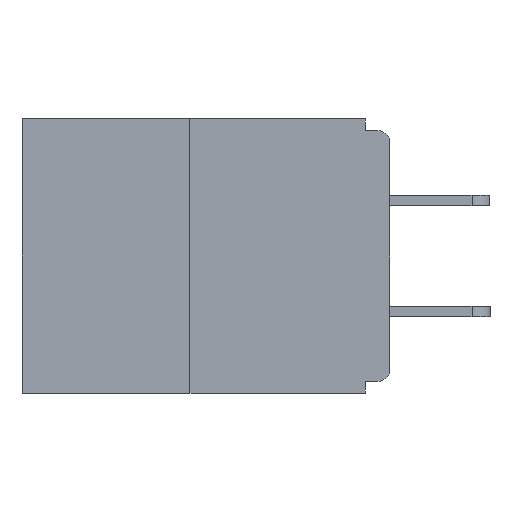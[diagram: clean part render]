
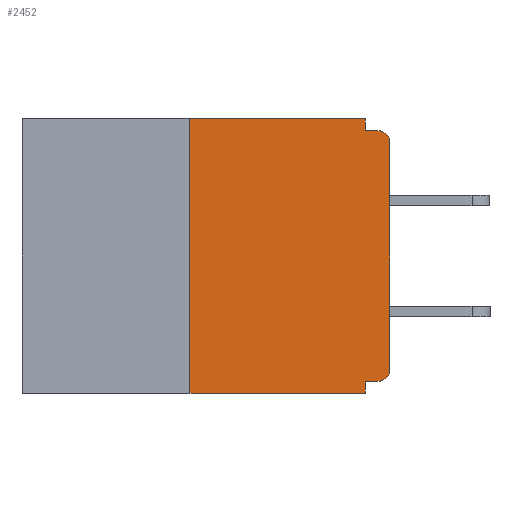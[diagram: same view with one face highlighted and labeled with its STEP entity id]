
A CAD part, left-side view. The second image highlights one B-rep face of the part: STEP entity #2452.
In plain terms, the highlighted planar face has unit normal (-1, 0, 0).
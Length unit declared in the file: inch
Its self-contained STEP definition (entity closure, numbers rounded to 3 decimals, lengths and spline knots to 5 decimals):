
#736 = VERTEX_POINT ( 'NONE', #23415 ) ;
#878 = VERTEX_POINT ( 'NONE', #21551 ) ;
#1720 = LINE ( 'NONE', #14908, #19220 ) ;
#2440 = CARTESIAN_POINT ( 'NONE',  ( 0., 0.46, -0.343 ) ) ;
#2452 = ADVANCED_FACE ( 'NONE', ( #14871 ), #18836, .F. ) ;
#2672 = DIRECTION ( 'NONE',  ( 0., 0., 1. ) ) ;
#3144 = VECTOR ( 'NONE', #12642, 39.37008 ) ;
#3185 = VECTOR ( 'NONE', #7226, 39.37008 ) ;
#3225 = EDGE_CURVE ( 'NONE', #5124, #13858, #20410, .T. ) ;
#3896 = VERTEX_POINT ( 'NONE', #7547 ) ;
#4946 = ORIENTED_EDGE ( 'NONE', *, *, #13888, .T. ) ;
#5124 = VERTEX_POINT ( 'NONE', #27478 ) ;
#5236 = EDGE_CURVE ( 'NONE', #3896, #21016, #20515, .T. ) ;
#5456 = ORIENTED_EDGE ( 'NONE', *, *, #20253, .F. ) ;
#6065 = CARTESIAN_POINT ( 'NONE',  ( 0., 0.031, 0. ) ) ;
#6748 = VECTOR ( 'NONE', #28631, 39.37008 ) ;
#6765 = CARTESIAN_POINT ( 'NONE',  ( 0., 0.015, -0.313 ) ) ;
#7192 = DIRECTION ( 'NONE',  ( 1., 0., 0. ) ) ;
#7226 = DIRECTION ( 'NONE',  ( 0., -1., 0. ) ) ;
#7547 = CARTESIAN_POINT ( 'NONE',  ( 0., 0., -0.313 ) ) ;
#7674 = ORIENTED_EDGE ( 'NONE', *, *, #18612, .F. ) ;
#7859 = VECTOR ( 'NONE', #18621, 39.37008 ) ;
#9258 = CARTESIAN_POINT ( 'NONE',  ( 0., 0., 0. ) ) ;
#9613 = CARTESIAN_POINT ( 'NONE',  ( 0., 0.25, -0.343 ) ) ;
#9715 = VERTEX_POINT ( 'NONE', #11940 ) ;
#10465 = CARTESIAN_POINT ( 'NONE',  ( 0., 0.46, 0. ) ) ;
#10576 = EDGE_CURVE ( 'NONE', #878, #3896, #27363, .T. ) ;
#10585 = LINE ( 'NONE', #10465, #3144 ) ;
#10884 = ORIENTED_EDGE ( 'NONE', *, *, #12940, .F. ) ;
#10896 = CARTESIAN_POINT ( 'NONE',  ( 0., 0., -0.03 ) ) ;
#10899 = VECTOR ( 'NONE', #15613, 39.37008 ) ;
#11242 = ORIENTED_EDGE ( 'NONE', *, *, #5236, .T. ) ;
#11467 = AXIS2_PLACEMENT_3D ( 'NONE', #6765, #13918, #30666 ) ;
#11716 = ORIENTED_EDGE ( 'NONE', *, *, #10576, .T. ) ;
#11940 = CARTESIAN_POINT ( 'NONE',  ( 0., 0.031, 0. ) ) ;
#12148 = AXIS2_PLACEMENT_3D ( 'NONE', #14946, #24608, #29419 ) ;
#12221 = VERTEX_POINT ( 'NONE', #23462 ) ;
#12642 = DIRECTION ( 'NONE',  ( 0., -1., 0. ) ) ;
#12940 = EDGE_CURVE ( 'NONE', #878, #28757, #1720, .T. ) ;
#13858 = VERTEX_POINT ( 'NONE', #26920 ) ;
#13888 = EDGE_CURVE ( 'NONE', #21016, #13858, #16554, .T. ) ;
#13894 = LINE ( 'NONE', #6065, #10899 ) ;
#13918 = DIRECTION ( 'NONE',  ( -1., 0., 0. ) ) ;
#14079 = VECTOR ( 'NONE', #23903, 39.37008 ) ;
#14369 = CARTESIAN_POINT ( 'NONE',  ( 0., 0., -0.015 ) ) ;
#14372 = EDGE_CURVE ( 'NONE', #9715, #5124, #13894, .T. ) ;
#14871 = FACE_OUTER_BOUND ( 'NONE', #16836, .T. ) ;
#14908 = CARTESIAN_POINT ( 'NONE',  ( 0., 0., -0.328 ) ) ;
#14946 = CARTESIAN_POINT ( 'NONE',  ( 0., 0.015, -0.03 ) ) ;
#15283 = CARTESIAN_POINT ( 'NONE',  ( 0., 0.031, -0.328 ) ) ;
#15613 = DIRECTION ( 'NONE',  ( 0., 0., -1. ) ) ;
#16401 = ORIENTED_EDGE ( 'NONE', *, *, #14372, .F. ) ;
#16554 = CIRCLE ( 'NONE', #12148, 0.015 ) ;
#16836 = EDGE_LOOP ( 'NONE', ( #7674, #22599, #23101, #5456, #10884, #11716, #11242, #4946, #21488, #16401 ) ) ;
#18612 = EDGE_CURVE ( 'NONE', #736, #9715, #10585, .T. ) ;
#18621 = DIRECTION ( 'NONE',  ( 0., 0., 1. ) ) ;
#18836 = PLANE ( 'NONE',  #21743 ) ;
#18944 = LINE ( 'NONE', #28493, #28723 ) ;
#19220 = VECTOR ( 'NONE', #22252, 39.37008 ) ;
#20253 = EDGE_CURVE ( 'NONE', #28757, #12221, #26947, .T. ) ;
#20410 = LINE ( 'NONE', #14369, #14079 ) ;
#20515 = LINE ( 'NONE', #9258, #7859 ) ;
#21016 = VERTEX_POINT ( 'NONE', #10896 ) ;
#21488 = ORIENTED_EDGE ( 'NONE', *, *, #3225, .F. ) ;
#21551 = CARTESIAN_POINT ( 'NONE',  ( 0., 0.015, -0.328 ) ) ;
#21743 = AXIS2_PLACEMENT_3D ( 'NONE', #30692, #7192, #26033 ) ;
#22165 = EDGE_CURVE ( 'NONE', #27145, #736, #18944, .T. ) ;
#22252 = DIRECTION ( 'NONE',  ( 0., 1., 0. ) ) ;
#22599 = ORIENTED_EDGE ( 'NONE', *, *, #22165, .F. ) ;
#23101 = ORIENTED_EDGE ( 'NONE', *, *, #27144, .T. ) ;
#23415 = CARTESIAN_POINT ( 'NONE',  ( 0., 0.25, 0. ) ) ;
#23462 = CARTESIAN_POINT ( 'NONE',  ( 0., 0.031, -0.343 ) ) ;
#23903 = DIRECTION ( 'NONE',  ( 0., -1., 0. ) ) ;
#24608 = DIRECTION ( 'NONE',  ( -1., 0., 0. ) ) ;
#26033 = DIRECTION ( 'NONE',  ( 0., 0., -1. ) ) ;
#26643 = CARTESIAN_POINT ( 'NONE',  ( 0., 0.031, -0.343 ) ) ;
#26920 = CARTESIAN_POINT ( 'NONE',  ( 0., 0.015, -0.015 ) ) ;
#26947 = LINE ( 'NONE', #26643, #6748 ) ;
#27107 = LINE ( 'NONE', #2440, #3185 ) ;
#27144 = EDGE_CURVE ( 'NONE', #27145, #12221, #27107, .T. ) ;
#27145 = VERTEX_POINT ( 'NONE', #9613 ) ;
#27363 = CIRCLE ( 'NONE', #11467, 0.015 ) ;
#27478 = CARTESIAN_POINT ( 'NONE',  ( 0., 0.031, -0.015 ) ) ;
#28493 = CARTESIAN_POINT ( 'NONE',  ( 0., 0.25, 0. ) ) ;
#28631 = DIRECTION ( 'NONE',  ( 0., 0., -1. ) ) ;
#28723 = VECTOR ( 'NONE', #2672, 39.37008 ) ;
#28757 = VERTEX_POINT ( 'NONE', #15283 ) ;
#29419 = DIRECTION ( 'NONE',  ( 0., 0., -1. ) ) ;
#30666 = DIRECTION ( 'NONE',  ( 0., 0., -1. ) ) ;
#30692 = CARTESIAN_POINT ( 'NONE',  ( 0., 0.46, 0. ) ) ;
